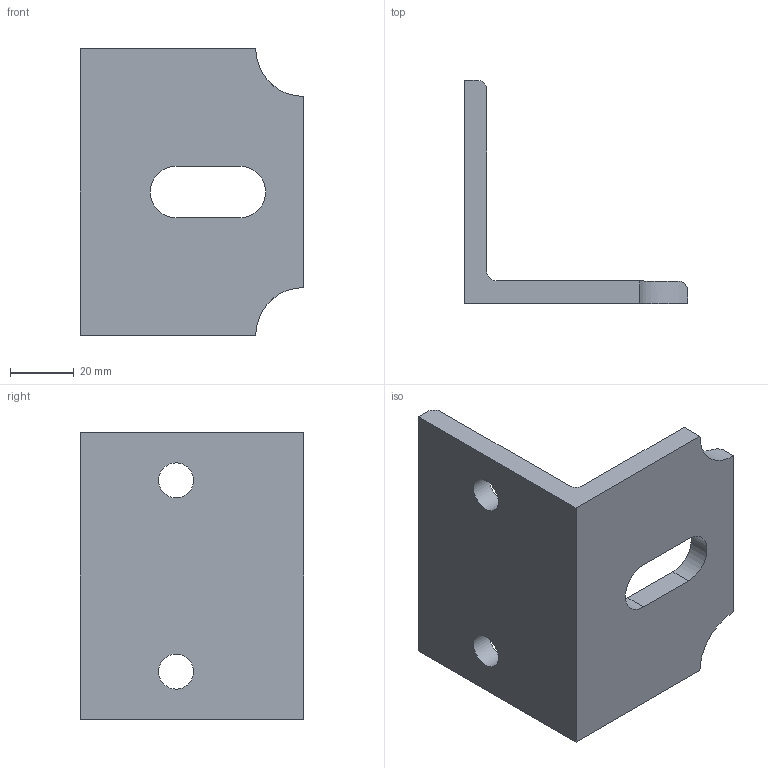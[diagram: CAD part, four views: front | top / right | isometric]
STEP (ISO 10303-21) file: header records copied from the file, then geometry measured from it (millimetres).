
FILE_DESCRIPTION(/* description */ (''),/* implementation_level */ '2;1');
FILE_NAME(/* name */ '9043XA4.stp',/* time_stamp */ '2019-08-23T08:43:59+02:00',/* author */ ('Marc'),/* organization */ (''),/* preprocessor_version */ 'ST-DEVELOPER v17.2',/* originating_system */ 'Autodesk Inventor 2019',/* authorisation */ '');
FILE_SCHEMA (('AUTOMOTIVE_DESIGN { 1 0 10303 214 3 1 1 }'));
Length unit declared in the file: millimetre
Products named in the file (1): 9043XA4
Bounding box: 70 x 70 x 90 mm (x, y, z)
Volume: 76157.6 mm3; surface area: 25642.9 mm2
Topology: 1 solids, 1 shells, 102 faces, 263 edges, 176 vertices
Faces by surface type: plane 79, cylinder 21, bspline 2
Full cylindrical faces by diameter (mm): 1.15 x1, 1.249 x1, 11 x2
Entity records: 3156 total; most frequent: CARTESIAN_POINT 578, ORIENTED_EDGE 526, DIRECTION 501, EDGE_CURVE 263, LINE 215, VECTOR 215, VERTEX_POINT 176, AXIS2_PLACEMENT_3D 143
